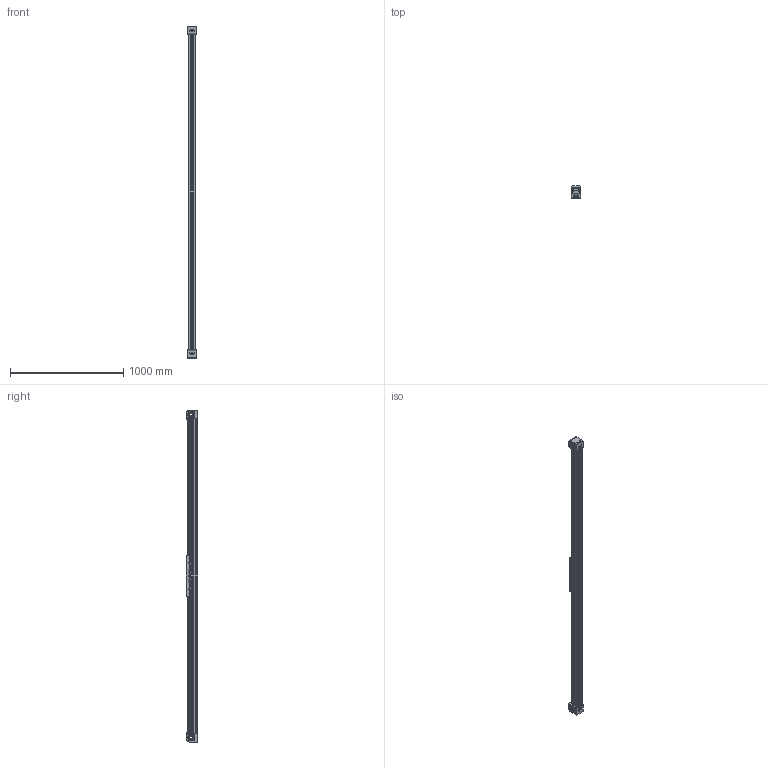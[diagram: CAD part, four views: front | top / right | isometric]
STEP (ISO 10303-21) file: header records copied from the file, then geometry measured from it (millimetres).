
FILE_DESCRIPTION (( 'STEP AP214' ), '1' );
FILE_NAME ('BLM60-2400.STEP', '2023-02-28T09:16:07', ( '' ), ( '' ), 'SwSTEP 2.0', 'SolidWorks 2023', '' );
FILE_SCHEMA (( 'AUTOMOTIVE_DESIGN' ));
Length unit declared in the file: millimetre
Products named in the file (1): BLM60-2400
Bounding box: 80 x 104 x 2936 mm (x, y, z)
Volume: 10482663.2 mm3; surface area: 2139057.2 mm2
Topology: 117 solids, 117 shells, 5719 faces, 15974 edges, 10440 vertices
Faces by surface type: plane 3189, cylinder 2162, torus 176, sphere 116, cone 52, bspline 24
Entity records: 250654 total; most frequent: CARTESIAN_POINT 36664, DIRECTION 31696, ORIENTED_EDGE 31244, EDGE_CURVE 15622, LINE 10608, VECTOR 10608, AXIS2_PLACEMENT_3D 10544, VERTEX_POINT 10328
